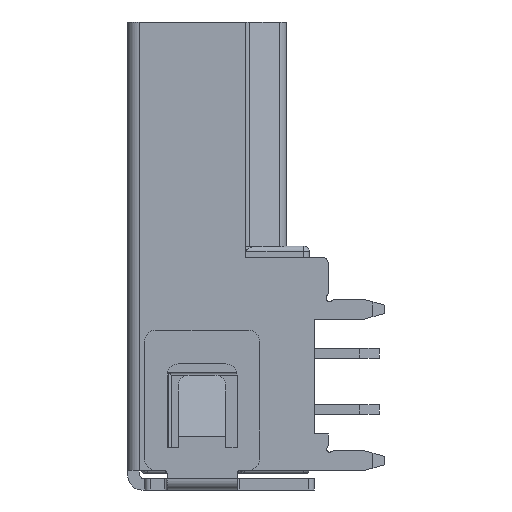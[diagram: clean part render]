
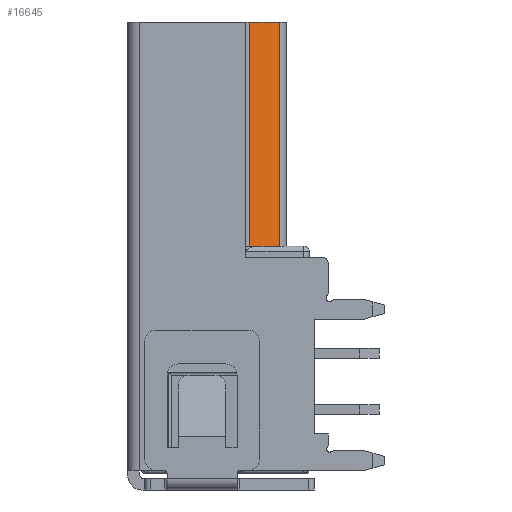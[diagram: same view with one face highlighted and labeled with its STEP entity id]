
A CAD part, front view. The second image highlights one B-rep face of the part: STEP entity #16645.
In plain terms, the highlighted planar face has unit normal (0.389, -0.921, 0).
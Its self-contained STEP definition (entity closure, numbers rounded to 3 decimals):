
#389 = CARTESIAN_POINT ( 'NONE',  ( -28.652, 23.778, 6.851 ) ) ;
#554 = VECTOR ( 'NONE', #2649, 1000. ) ;
#1035 = EDGE_CURVE ( 'NONE', #16483, #14169, #4968, .T. ) ;
#1725 = ORIENTED_EDGE ( 'NONE', *, *, #21061, .T. ) ;
#2294 = DIRECTION ( 'NONE',  ( -0.921, -0.389, 0. ) ) ;
#2649 = DIRECTION ( 'NONE',  ( 0., 0., 1. ) ) ;
#4167 = LINE ( 'NONE', #16194, #5052 ) ;
#4442 = CARTESIAN_POINT ( 'NONE',  ( -27.525, 24.253, -1.149 ) ) ;
#4710 = LINE ( 'NONE', #14129, #554 ) ;
#4881 = AXIS2_PLACEMENT_3D ( 'NONE', #19987, #18188, #20061 ) ;
#4968 = LINE ( 'NONE', #13679, #21696 ) ;
#5052 = VECTOR ( 'NONE', #12359, 1000. ) ;
#6822 = ORIENTED_EDGE ( 'NONE', *, *, #9694, .T. ) ;
#9694 = EDGE_CURVE ( 'NONE', #14984, #16304, #23085, .T. ) ;
#11192 = ORIENTED_EDGE ( 'NONE', *, *, #1035, .F. ) ;
#11549 = CARTESIAN_POINT ( 'NONE',  ( -28.577, 23.81, 6.851 ) ) ;
#11623 = CARTESIAN_POINT ( 'NONE',  ( -28.577, 23.81, -1.149 ) ) ;
#12359 = DIRECTION ( 'NONE',  ( 0., 0., -1. ) ) ;
#13232 = EDGE_CURVE ( 'NONE', #16304, #14169, #4167, .T. ) ;
#13679 = CARTESIAN_POINT ( 'NONE',  ( -28.652, 23.778, -1.149 ) ) ;
#14129 = CARTESIAN_POINT ( 'NONE',  ( -27.525, 24.253, -1.149 ) ) ;
#14169 = VERTEX_POINT ( 'NONE', #11623 ) ;
#14716 = VECTOR ( 'NONE', #15978, 1000. ) ;
#14984 = VERTEX_POINT ( 'NONE', #20615 ) ;
#15978 = DIRECTION ( 'NONE',  ( -0.921, -0.389, 0. ) ) ;
#16127 = PLANE ( 'NONE',  #4881 ) ;
#16194 = CARTESIAN_POINT ( 'NONE',  ( -28.577, 23.81, -1.149 ) ) ;
#16304 = VERTEX_POINT ( 'NONE', #11549 ) ;
#16483 = VERTEX_POINT ( 'NONE', #4442 ) ;
#16645 = ADVANCED_FACE ( 'NONE', ( #18636 ), #16127, .F. ) ;
#18188 = DIRECTION ( 'NONE',  ( -0.389, 0.921, 0. ) ) ;
#18636 = FACE_OUTER_BOUND ( 'NONE', #23216, .T. ) ;
#18671 = ORIENTED_EDGE ( 'NONE', *, *, #13232, .T. ) ;
#19987 = CARTESIAN_POINT ( 'NONE',  ( -28.652, 23.778, -1.149 ) ) ;
#20061 = DIRECTION ( 'NONE',  ( -0.921, -0.389, 0. ) ) ;
#20615 = CARTESIAN_POINT ( 'NONE',  ( -27.525, 24.253, 6.851 ) ) ;
#21061 = EDGE_CURVE ( 'NONE', #16483, #14984, #4710, .T. ) ;
#21696 = VECTOR ( 'NONE', #2294, 1000. ) ;
#23085 = LINE ( 'NONE', #389, #14716 ) ;
#23216 = EDGE_LOOP ( 'NONE', ( #6822, #18671, #11192, #1725 ) ) ;
